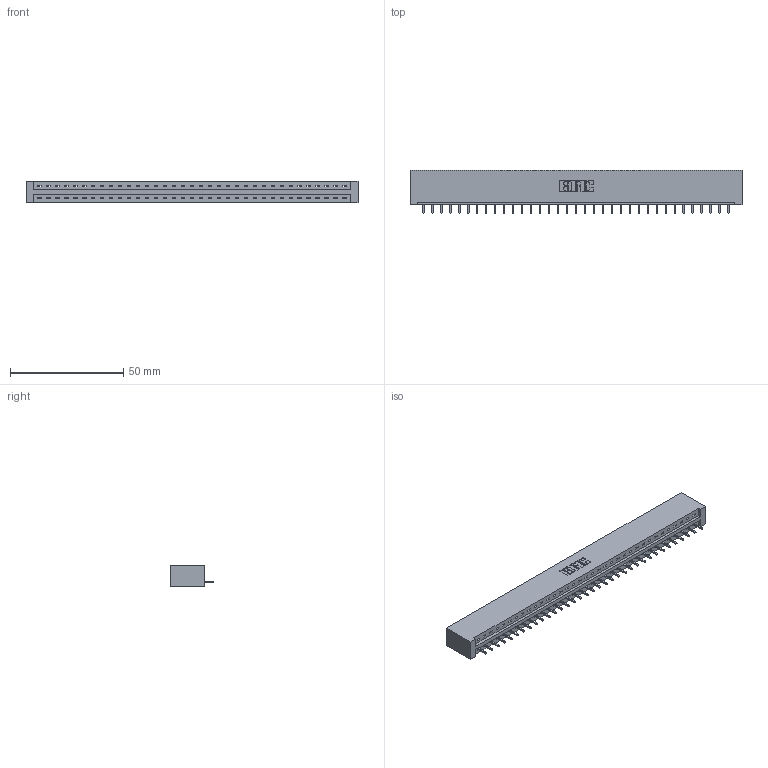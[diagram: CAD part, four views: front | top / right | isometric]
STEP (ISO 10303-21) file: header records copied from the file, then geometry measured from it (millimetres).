
FILE_DESCRIPTION (( 'STEP AP203' ), '1' );
FILE_NAME ('387-035-521-101.STEP', '2019-10-04T11:51:56', ( '' ), ( '' ), 'SwSTEP 2.0', 'SolidWorks 2016', '' );
FILE_SCHEMA (( 'CONFIG_CONTROL_DESIGN' ));
Length unit declared in the file: inch
Products named in the file (3): 345-292-001_345-293-121; 337 Part_No Mounting Lugs; 387-035-521-101
Assembly tree (36 placements, depth 2):
  387-035-521-101
    337 Part_No Mounting Lugs
    345-292-001_345-293-121  x35
Bounding box: 146.56 x 19.06 x 9.4 mm (x, y, z)
Volume: 15783.8 mm3; surface area: 15830.6 mm2
Topology: 36 solids, 36 shells, 2276 faces, 6867 edges, 4530 vertices
Faces by surface type: plane 1676, cylinder 600
Entity records: 26663 total; most frequent: CARTESIAN_POINT 4651, ORIENTED_EDGE 4622, DIRECTION 3921, EDGE_CURVE 2311, LINE 2191, VECTOR 2191, VERTEX_POINT 1538, AXIS2_PLACEMENT_3D 865
